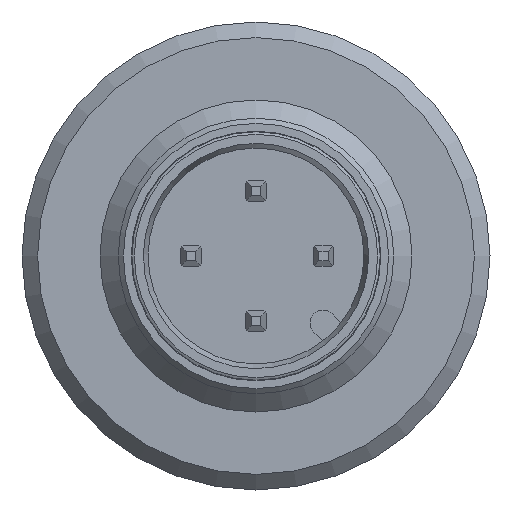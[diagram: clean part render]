
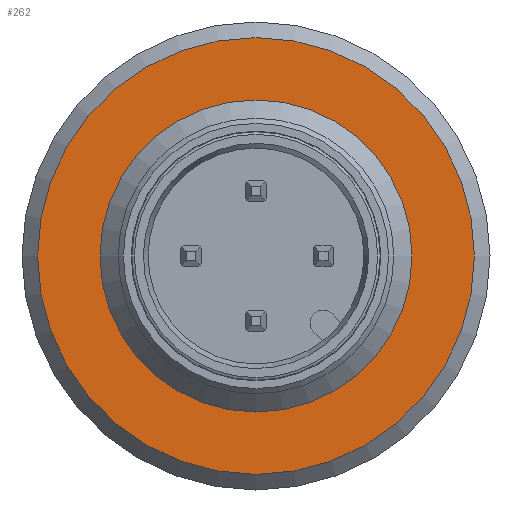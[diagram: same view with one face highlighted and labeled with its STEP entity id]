
A CAD part, front view. The second image highlights one B-rep face of the part: STEP entity #262.
In plain terms, the highlighted planar face has unit normal (0, -1, 0).
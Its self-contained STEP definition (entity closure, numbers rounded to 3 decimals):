
#262 = ADVANCED_FACE( '', ( #570, #571 ), #572, .T. );
#570 = FACE_OUTER_BOUND( '', #892, .T. );
#571 = FACE_BOUND( '', #893, .T. );
#572 = PLANE( '', #894 );
#892 = EDGE_LOOP( '', ( #1550 ) );
#893 = EDGE_LOOP( '', ( #1551 ) );
#894 = AXIS2_PLACEMENT_3D( '', #1552, #1553, #1554 );
#1550 = ORIENTED_EDGE( '', *, *, #1956, .T. );
#1551 = ORIENTED_EDGE( '', *, *, #1852, .T. );
#1552 = CARTESIAN_POINT( '', ( 9., -86.45, 0. ) );
#1553 = DIRECTION( '', ( 0., -1., 0. ) );
#1554 = DIRECTION( '', ( -1., 0., 0. ) );
#1852 = EDGE_CURVE( '', #2235, #2235, #2236, .F. );
#1956 = EDGE_CURVE( '', #2379, #2379, #2380, .T. );
#2235 = VERTEX_POINT( '', #2805 );
#2236 = CIRCLE( '', #2806, 5.9 );
#2379 = VERTEX_POINT( '', #3061 );
#2380 = CIRCLE( '', #3062, 8.4 );
#2805 = CARTESIAN_POINT( '', ( -5.9, -86.45, 0. ) );
#2806 = AXIS2_PLACEMENT_3D( '', #3271, #3272, #3273 );
#3061 = CARTESIAN_POINT( '', ( -8.4, -86.45, 0. ) );
#3062 = AXIS2_PLACEMENT_3D( '', #3379, #3380, #3381 );
#3271 = CARTESIAN_POINT( '', ( 0., -86.45, 0. ) );
#3272 = DIRECTION( '', ( 0., -1., 0. ) );
#3273 = DIRECTION( '', ( -1., 0., 0. ) );
#3379 = CARTESIAN_POINT( '', ( 0., -86.45, 0. ) );
#3380 = DIRECTION( '', ( 0., -1., 0. ) );
#3381 = DIRECTION( '', ( -1., 0., 0. ) );
